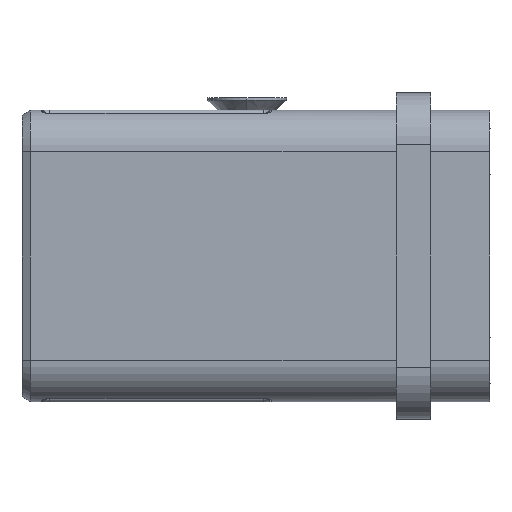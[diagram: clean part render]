
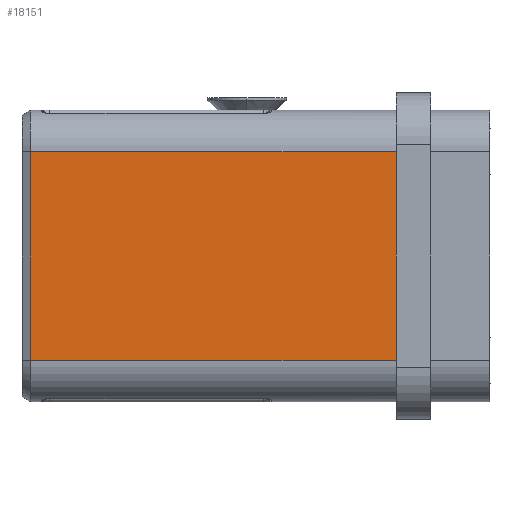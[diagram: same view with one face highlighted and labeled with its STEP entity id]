
A CAD part, left-side view. The second image highlights one B-rep face of the part: STEP entity #18151.
In plain terms, the highlighted planar face has unit normal (-1, 0, 0).
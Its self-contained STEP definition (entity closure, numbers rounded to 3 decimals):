
#1910=DIRECTION('',(0.,0.,1.));
#1911=VECTOR('',#1910,15.);
#1912=CARTESIAN_POINT('',(-10.5,6.75,-7.5));
#1913=LINE('',#1912,#1911);
#1914=DIRECTION('',(0.,0.,1.));
#1915=VECTOR('',#1914,15.);
#1916=CARTESIAN_POINT('',(-10.5,33.094,
-7.5));
#1917=LINE('',#1916,#1915);
#2499=DIRECTION('',(0.,-1.,0.));
#2500=VECTOR('',#2499,26.344);
#2501=CARTESIAN_POINT('',(-10.5,33.094,
-7.5));
#2502=LINE('',#2501,#2500);
#3755=DIRECTION('',(0.,1.,0.));
#3756=VECTOR('',#3755,26.344);
#3757=CARTESIAN_POINT('',(-10.5,6.75,7.5));
#3758=LINE('',#3757,#3756);
#12636=CARTESIAN_POINT('',(-10.5,33.094,7.5));
#12637=VERTEX_POINT('',#12636);
#12640=CARTESIAN_POINT('',(-10.5,33.094,
-7.5));
#12641=VERTEX_POINT('',#12640);
#12875=CARTESIAN_POINT('',(-10.5,6.75,-7.5));
#12876=CARTESIAN_POINT('',(-10.5,6.75,7.5));
#12877=VERTEX_POINT('',#12875);
#12878=VERTEX_POINT('',#12876);
#18137=CARTESIAN_POINT('',(-10.5,0.,-10.5));
#18138=DIRECTION('',(-1.,0.,0.));
#18139=DIRECTION('',(0.,0.,1.));
#18140=AXIS2_PLACEMENT_3D('',#18137,#18138,#18139);
#18141=PLANE('',#18140);
#18142=ORIENTED_EDGE('',*,*,#17650,.F.);
#18144=ORIENTED_EDGE('',*,*,#18143,.F.);
#18146=ORIENTED_EDGE('',*,*,#18145,.T.);
#18148=ORIENTED_EDGE('',*,*,#18147,.F.);
#18149=EDGE_LOOP('',(#18142,#18144,#18146,#18148));
#18150=FACE_OUTER_BOUND('',#18149,.F.);
#17650=EDGE_CURVE('',#12877,#12878,#1913,.T.);
#18143=EDGE_CURVE('',#12641,#12877,#2502,.T.);
#18145=EDGE_CURVE('',#12641,#12637,#1917,.T.);
#18147=EDGE_CURVE('',#12878,#12637,#3758,.T.);
#18151=ADVANCED_FACE('',(#18150),#18141,.T.);
